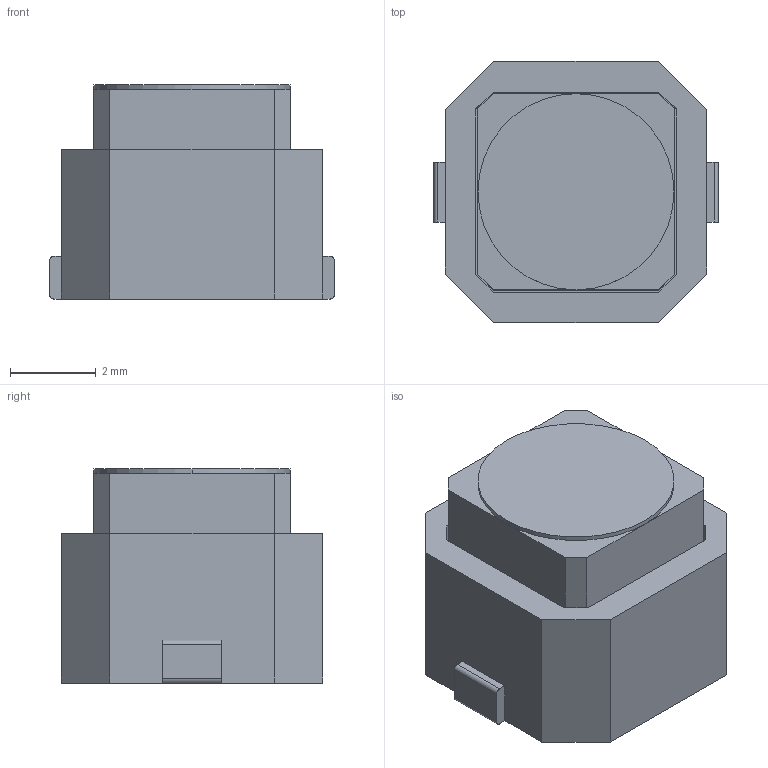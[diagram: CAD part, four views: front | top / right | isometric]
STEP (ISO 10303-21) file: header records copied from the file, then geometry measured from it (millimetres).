
FILE_DESCRIPTION (( 'STEP AP214' ), '1' );
FILE_NAME ('偌瑩.STEP', '2024-06-23T07:13:55', ( '' ), ( '' ), 'SwSTEP 2.0', 'SolidWorks 2019', '' );
FILE_SCHEMA (( 'AUTOMOTIVE_DESIGN' ));
Length unit declared in the file: millimetre
Products named in the file (1): 偌瑩
Bounding box: 6.65 x 6.1 x 5 mm (x, y, z)
Volume: 151.1 mm3; surface area: 244.2 mm2
Topology: 1 solids, 1 shells, 46 faces, 120 edges, 78 vertices
Faces by surface type: plane 40, cylinder 6
Entity records: 1567 total; most frequent: CARTESIAN_POINT 245, ORIENTED_EDGE 240, DIRECTION 228, EDGE_CURVE 120, LINE 106, VECTOR 106, VERTEX_POINT 78, AXIS2_PLACEMENT_3D 61
